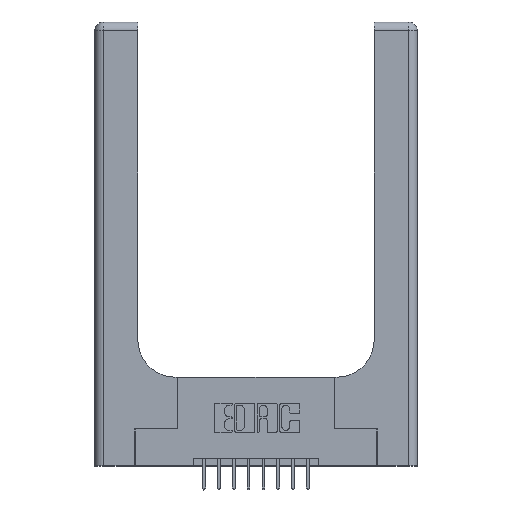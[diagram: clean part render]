
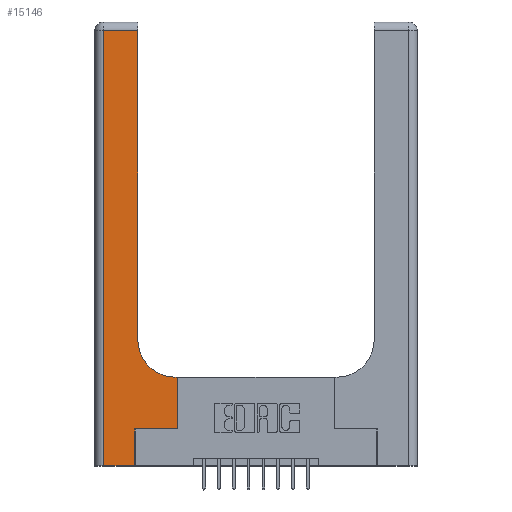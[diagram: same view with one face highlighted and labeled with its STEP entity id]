
A CAD part, top view. The second image highlights one B-rep face of the part: STEP entity #15146.
In plain terms, the highlighted planar face has unit normal (0, 0, 1).
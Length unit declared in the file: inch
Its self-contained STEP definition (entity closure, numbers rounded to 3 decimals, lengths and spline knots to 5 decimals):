
#209 = CARTESIAN_POINT ( 'NONE',  ( 0.5585, 0.25, 0.37 ) ) ;
#443 = CARTESIAN_POINT ( 'NONE',  ( 0., 2.94, 0.37 ) ) ;
#454 = LINE ( 'NONE', #13090, #14648 ) ;
#463 = VERTEX_POINT ( 'NONE', #1570 ) ;
#544 = LINE ( 'NONE', #10762, #7752 ) ;
#566 = DIRECTION ( 'NONE',  ( 0., 1., 0. ) ) ;
#625 = VECTOR ( 'NONE', #8217, 39.37008 ) ;
#760 = CARTESIAN_POINT ( 'NONE',  ( 0.2915, 0.6, 0.37 ) ) ;
#1084 = LINE ( 'NONE', #3724, #13948 ) ;
#1570 = CARTESIAN_POINT ( 'NONE',  ( 0.269, 0.25, 0.37 ) ) ;
#2882 = EDGE_CURVE ( 'NONE', #7857, #8700, #1084, .T. ) ;
#3024 = EDGE_CURVE ( 'NONE', #14822, #7857, #15505, .T. ) ;
#3149 = EDGE_CURVE ( 'NONE', #14239, #14822, #4216, .T. ) ;
#3240 = CARTESIAN_POINT ( 'NONE',  ( 0.06, 0., 0.37 ) ) ;
#3614 = VECTOR ( 'NONE', #8922, 39.37008 ) ;
#3724 = CARTESIAN_POINT ( 'NONE',  ( 0., 0., 0.37 ) ) ;
#3847 = DIRECTION ( 'NONE',  ( 1., 0., 0. ) ) ;
#3983 = CARTESIAN_POINT ( 'NONE',  ( 0.06, 3., 0.37 ) ) ;
#4093 = LINE ( 'NONE', #10000, #4482 ) ;
#4216 = LINE ( 'NONE', #443, #3614 ) ;
#4482 = VECTOR ( 'NONE', #9846, 39.37008 ) ;
#4664 = VERTEX_POINT ( 'NONE', #6943 ) ;
#4696 = ORIENTED_EDGE ( 'NONE', *, *, #2882, .T. ) ;
#4865 = CARTESIAN_POINT ( 'NONE',  ( 0.5585, 0.6, 0.37 ) ) ;
#4888 = VECTOR ( 'NONE', #5171, 39.37008 ) ;
#4902 = LINE ( 'NONE', #760, #625 ) ;
#5171 = DIRECTION ( 'NONE',  ( 1., 0., 0. ) ) ;
#5222 = CARTESIAN_POINT ( 'NONE',  ( 0.269, 0., 0.37 ) ) ;
#5441 = FACE_OUTER_BOUND ( 'NONE', #7024, .T. ) ;
#6533 = DIRECTION ( 'NONE',  ( 0., 0., -1. ) ) ;
#6943 = CARTESIAN_POINT ( 'NONE',  ( 0.5415, 0.6, 0.37 ) ) ;
#7024 = EDGE_LOOP ( 'NONE', ( #11911, #10070, #14847, #4696, #9926, #8551, #14020, #13687, #12870 ) ) ;
#7195 = DIRECTION ( 'NONE',  ( 0., -1., 0. ) ) ;
#7241 = EDGE_CURVE ( 'NONE', #10402, #8119, #454, .T. ) ;
#7752 = VECTOR ( 'NONE', #10824, 39.37008 ) ;
#7820 = EDGE_CURVE ( 'NONE', #8119, #4664, #4902, .T. ) ;
#7857 = VERTEX_POINT ( 'NONE', #3240 ) ;
#8119 = VERTEX_POINT ( 'NONE', #4865 ) ;
#8217 = DIRECTION ( 'NONE',  ( -1., 0., 0. ) ) ;
#8459 = VECTOR ( 'NONE', #7195, 39.37008 ) ;
#8551 = ORIENTED_EDGE ( 'NONE', *, *, #8707, .T. ) ;
#8700 = VERTEX_POINT ( 'NONE', #5222 ) ;
#8707 = EDGE_CURVE ( 'NONE', #463, #10402, #15410, .T. ) ;
#8807 = DIRECTION ( 'NONE',  ( 1., 0., 0. ) ) ;
#8922 = DIRECTION ( 'NONE',  ( -1., 0., 0. ) ) ;
#9188 = CARTESIAN_POINT ( 'NONE',  ( 0.06, 2.94, 0.37 ) ) ;
#9846 = DIRECTION ( 'NONE',  ( 0., 1., 0. ) ) ;
#9926 = ORIENTED_EDGE ( 'NONE', *, *, #15627, .T. ) ;
#10000 = CARTESIAN_POINT ( 'NONE',  ( 0.269, 0., 0.37 ) ) ;
#10070 = ORIENTED_EDGE ( 'NONE', *, *, #3149, .T. ) ;
#10094 = EDGE_CURVE ( 'NONE', #14343, #14239, #544, .T. ) ;
#10152 = DIRECTION ( 'NONE',  ( -1., 0., 0. ) ) ;
#10402 = VERTEX_POINT ( 'NONE', #209 ) ;
#10762 = CARTESIAN_POINT ( 'NONE',  ( 0.2915, 3., 0.37 ) ) ;
#10824 = DIRECTION ( 'NONE',  ( 0., 1., 0. ) ) ;
#11389 = CARTESIAN_POINT ( 'NONE',  ( 0.5415, 0.85, 0.37 ) ) ;
#11539 = EDGE_CURVE ( 'NONE', #4664, #14343, #11984, .T. ) ;
#11911 = ORIENTED_EDGE ( 'NONE', *, *, #10094, .T. ) ;
#11984 = CIRCLE ( 'NONE', #13796, 0.25 ) ;
#12632 = DIRECTION ( 'NONE',  ( 0., 0., -1. ) ) ;
#12661 = CARTESIAN_POINT ( 'NONE',  ( 0.269, 0.25, 0.37 ) ) ;
#12720 = PLANE ( 'NONE',  #15403 ) ;
#12870 = ORIENTED_EDGE ( 'NONE', *, *, #11539, .T. ) ;
#12918 = CARTESIAN_POINT ( 'NONE',  ( 0.2915, 2.94, 0.37 ) ) ;
#13024 = CARTESIAN_POINT ( 'NONE',  ( 0.2915, 0.85, 0.37 ) ) ;
#13090 = CARTESIAN_POINT ( 'NONE',  ( 0.5585, 0.25, 0.37 ) ) ;
#13687 = ORIENTED_EDGE ( 'NONE', *, *, #7820, .T. ) ;
#13796 = AXIS2_PLACEMENT_3D ( 'NONE', #11389, #12632, #3847 ) ;
#13818 = CARTESIAN_POINT ( 'NONE',  ( 0., 3., 0.37 ) ) ;
#13948 = VECTOR ( 'NONE', #8807, 39.37008 ) ;
#14020 = ORIENTED_EDGE ( 'NONE', *, *, #7241, .T. ) ;
#14239 = VERTEX_POINT ( 'NONE', #12918 ) ;
#14343 = VERTEX_POINT ( 'NONE', #13024 ) ;
#14648 = VECTOR ( 'NONE', #566, 39.37008 ) ;
#14822 = VERTEX_POINT ( 'NONE', #9188 ) ;
#14847 = ORIENTED_EDGE ( 'NONE', *, *, #3024, .T. ) ;
#15146 = ADVANCED_FACE ( 'NONE', ( #5441 ), #12720, .F. ) ;
#15403 = AXIS2_PLACEMENT_3D ( 'NONE', #13818, #6533, #10152 ) ;
#15410 = LINE ( 'NONE', #12661, #4888 ) ;
#15505 = LINE ( 'NONE', #3983, #8459 ) ;
#15627 = EDGE_CURVE ( 'NONE', #8700, #463, #4093, .T. ) ;
